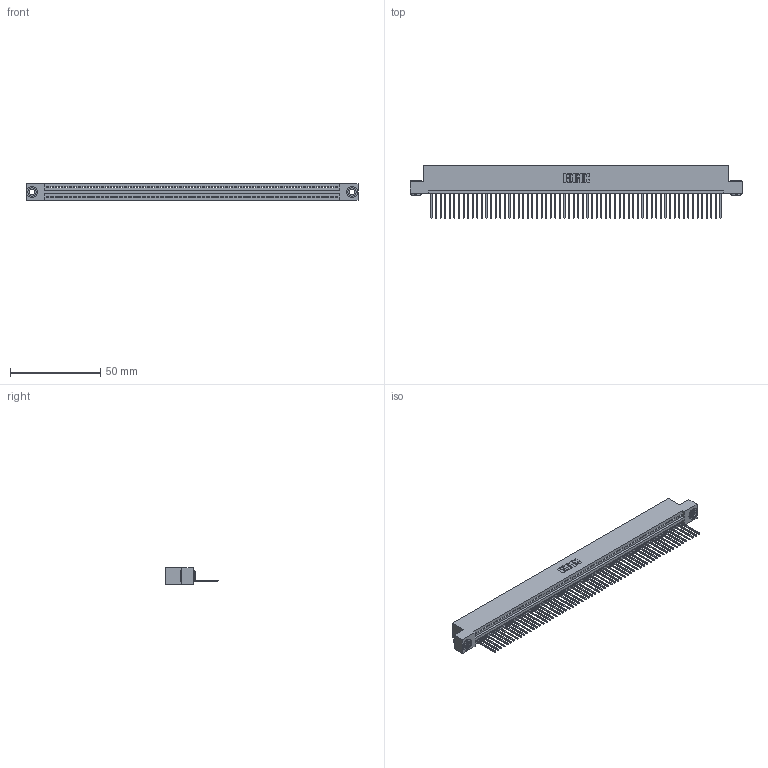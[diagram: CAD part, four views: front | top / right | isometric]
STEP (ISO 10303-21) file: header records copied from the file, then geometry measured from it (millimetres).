
FILE_DESCRIPTION (( 'STEP AP203' ), '1' );
FILE_NAME ('395-064-540-103.STEP', '2018-11-24T14:28:39', ( '' ), ( '' ), 'SwSTEP 2.0', 'SolidWorks 2016', '' );
FILE_SCHEMA (( 'CONFIG_CONTROL_DESIGN' ));
Length unit declared in the file: inch
Products named in the file (4): 345 Part_Flush Mounting Lugs - 0.156 Dia-TH; 395-064-540-103; 345-250-002_345-250-002-102; 345-292-001_345-293-140
Assembly tree (67 placements, depth 2):
  395-064-540-103
    345 Part_Flush Mounting Lugs - 0.156 Dia-TH
    345-292-001_345-293-140  x64
    345-250-002_345-250-002-102  x2
Bounding box: 183.77 x 29.13 x 9.4 mm (x, y, z)
Volume: 17740.8 mm3; surface area: 24713.1 mm2
Topology: 67 solids, 67 shells, 3876 faces, 11681 edges, 7698 vertices
Faces by surface type: plane 2650, cylinder 1218, cone 8
Entity records: 45874 total; most frequent: CARTESIAN_POINT 7923, ORIENTED_EDGE 7914, DIRECTION 6919, EDGE_CURVE 3957, VECTOR 3545, LINE 3545, VERTEX_POINT 2634, AXIS2_PLACEMENT_3D 1687
